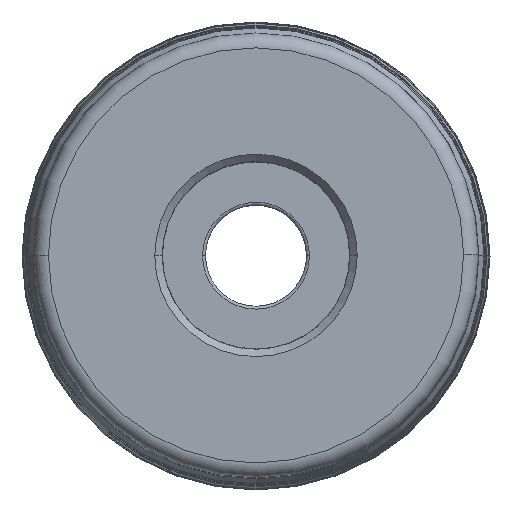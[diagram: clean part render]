
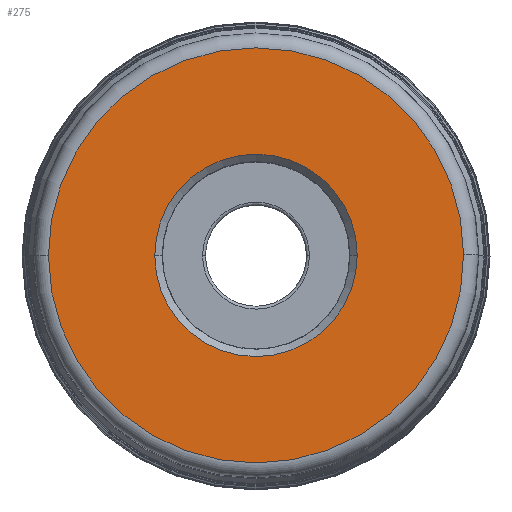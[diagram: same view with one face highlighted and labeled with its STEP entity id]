
A CAD part, top view. The second image highlights one B-rep face of the part: STEP entity #275.
In plain terms, the highlighted planar face has unit normal (0, 0, 1).
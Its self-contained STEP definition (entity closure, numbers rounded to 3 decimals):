
#60=PLANE('',#2833);
#69=FACE_BOUND('',#640,.T.);
#70=FACE_BOUND('',#641,.T.);
#275=ADVANCED_FACE('',(#69,#70),#60,.F.);
#640=EDGE_LOOP('',(#1124,#1125));
#641=EDGE_LOOP('',(#1126,#1127));
#1124=ORIENTED_EDGE('',*,*,#1774,.F.);
#1125=ORIENTED_EDGE('',*,*,#1773,.F.);
#1126=ORIENTED_EDGE('',*,*,#1775,.F.);
#1127=ORIENTED_EDGE('',*,*,#1776,.F.);
#1484=VERTEX_POINT('',#5097);
#1485=VERTEX_POINT('',#5099);
#1486=VERTEX_POINT('',#5104);
#1487=VERTEX_POINT('',#5105);
#1773=EDGE_CURVE('',#1485,#1484,#2153,.T.);
#1774=EDGE_CURVE('',#1484,#1485,#2154,.T.);
#1775=EDGE_CURVE('',#1486,#1487,#2155,.T.);
#1776=EDGE_CURVE('',#1487,#1486,#2156,.T.);
#2153=CIRCLE('',#2828,28.163);
#2154=CIRCLE('',#2830,28.163);
#2155=CIRCLE('',#2831,13.735);
#2156=CIRCLE('',#2832,13.735);
#2828=AXIS2_PLACEMENT_3D('',#5100,#3557,#3558);
#2830=AXIS2_PLACEMENT_3D('',#5102,#3561,#3562);
#2831=AXIS2_PLACEMENT_3D('',#5103,#3563,#3564);
#2832=AXIS2_PLACEMENT_3D('',#5106,#3565,#3566);
#2833=AXIS2_PLACEMENT_3D('',#5107,#3567,#3568);
#3557=DIRECTION('',(0.,0.,-1.));
#3558=DIRECTION('',(-1.,-0.002,0.));
#3561=DIRECTION('',(0.,0.,-1.));
#3562=DIRECTION('',(1.,0.002,0.));
#3563=DIRECTION('',(0.,0.,1.));
#3564=DIRECTION('',(1.,0.002,0.));
#3565=DIRECTION('',(0.,0.,1.));
#3566=DIRECTION('',(-1.,-0.002,0.));
#3567=DIRECTION('',(0.,0.,-1.));
#3568=DIRECTION('',(1.,0.002,0.));
#5097=CARTESIAN_POINT('',(28.162,0.068,0.));
#5099=CARTESIAN_POINT('',(-28.162,-0.068,0.));
#5100=CARTESIAN_POINT('',(0.,0.,0.));
#5102=CARTESIAN_POINT('',(0.,0.,0.));
#5103=CARTESIAN_POINT('',(0.,0.,0.));
#5104=CARTESIAN_POINT('',(13.735,0.033,0.));
#5105=CARTESIAN_POINT('',(-13.735,-0.033,0.));
#5106=CARTESIAN_POINT('',(0.,0.,0.));
#5107=CARTESIAN_POINT('',(0.,0.,0.));
